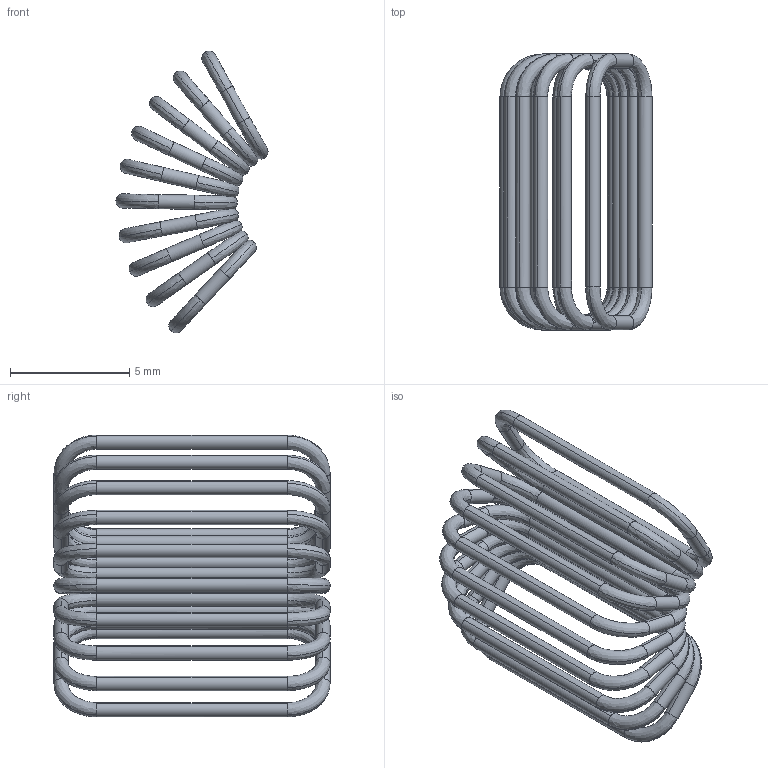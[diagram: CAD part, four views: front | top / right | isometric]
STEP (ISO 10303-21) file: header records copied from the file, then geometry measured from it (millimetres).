
FILE_DESCRIPTION(('FreeCAD Model'),'2;1');
FILE_NAME('2875286400_FL1_2.stp','2016-01-27T22:41:19',('FreeCAD'),('FreeCAD'), 'Open CASCADE STEP processor 6.8','FreeCAD','Unknown');
FILE_SCHEMA(('AUTOMOTIVE_DESIGN_CC2 { 1 2 10303 214 -1 1 5 4 }'));
Products named in the file (1): Open CASCADE STEP translator 6.8 343
Bounding box: 6.39 x 11.6 x 11.84 mm (x, y, z)
Volume: 79.1 mm3; surface area: 482.3 mm2
Topology: 1 solids, 1 shells, 158 faces, 480 edges, 304 vertices
Faces by surface type: bspline 158
Entity records: 37182 total; most frequent: CARTESIAN_POINT 31491, B_SPLINE_CURVE_WITH_KNOTS 1056, ORIENTED_EDGE 960, PCURVE 960, DEFINITIONAL_REPRESENTATION 960, EDGE_CURVE 480, SURFACE_CURVE 480, VERTEX_POINT 304
